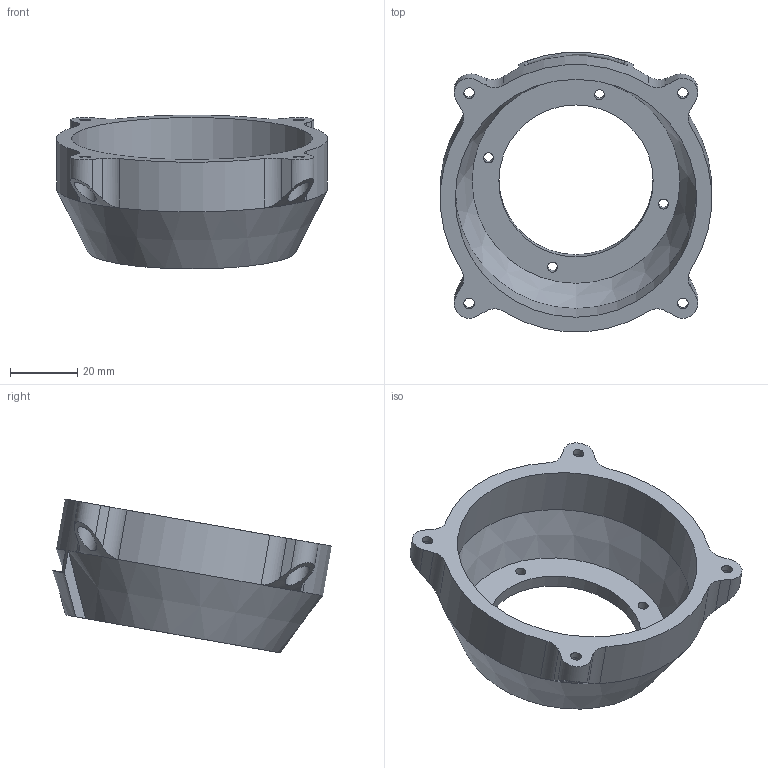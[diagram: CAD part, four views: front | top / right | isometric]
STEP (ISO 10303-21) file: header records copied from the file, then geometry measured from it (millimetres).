
FILE_DESCRIPTION(/* description */ (''),/* implementation_level */ '2;1');
FILE_NAME(/* name */ '5fbf11b103202c1081a02f4a',/* time_stamp */ '2020-11-26T02:23:45+00:00',/* author */ (''),/* organization */ (''),/* preprocessor_version */ 'ST-DEVELOPER v16.7',/* originating_system */ $,/* authorisation */ $);
FILE_SCHEMA (('AUTOMOTIVE_DESIGN {1 0 10303 214 3 1 1}'));
Length unit declared in the file: metre
Products named in the file (1): orbita_support
Bounding box: 80.74 x 83.29 x 45.86 mm (x, y, z)
Volume: 36497.6 mm3; surface area: 22269.8 mm2
Topology: 1 solids, 1 shells, 73 faces, 187 edges, 119 vertices
Faces by surface type: cylinder 34, plane 19, cone 17, torus 3
Full cylindrical faces by diameter (mm): 3 x4, 3.2 x4, 6.5 x4, 46 x1, 72 x1
Entity records: 2288 total; most frequent: CARTESIAN_POINT 567, DIRECTION 348, ORIENTED_EDGE 320, EDGE_CURVE 160, AXIS2_PLACEMENT_3D 148, EDGE_LOOP 119, FACE_BOUND 119, VERTEX_POINT 115
